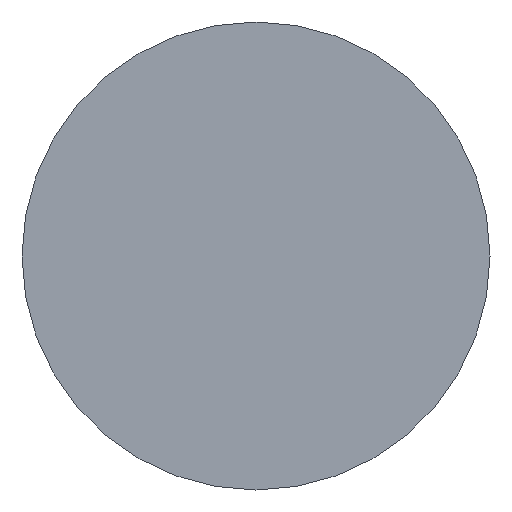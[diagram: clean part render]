
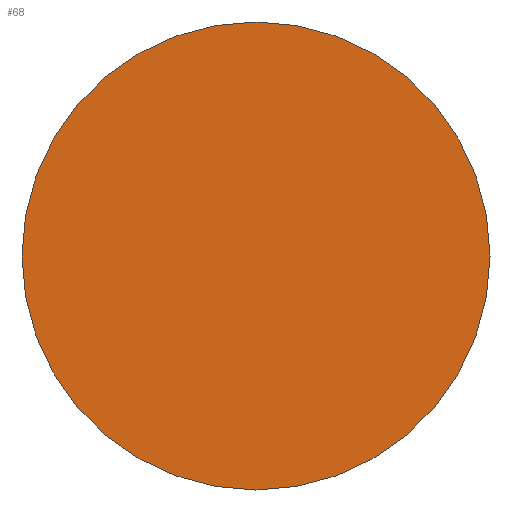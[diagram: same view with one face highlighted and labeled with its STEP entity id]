
A CAD part, left-side view. The second image highlights one B-rep face of the part: STEP entity #68.
In plain terms, the highlighted planar face has unit normal (-1, 0, 0).
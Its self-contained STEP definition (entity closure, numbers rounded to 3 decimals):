
#3 = CARTESIAN_POINT ( 'NONE',  ( 22.201, 13.031, -3.15 ) ) ;
#21 = CIRCLE ( 'NONE', #131, 3.15 ) ;
#22 = VERTEX_POINT ( 'NONE', #3 ) ;
#27 = PLANE ( 'NONE',  #107 ) ;
#32 = DIRECTION ( 'NONE',  ( -1., 0., 0. ) ) ;
#38 = AXIS2_PLACEMENT_3D ( 'NONE', #74, #59, #51 ) ;
#41 = FACE_OUTER_BOUND ( 'NONE', #90, .T. ) ;
#51 = DIRECTION ( 'NONE',  ( 0., 0., 1. ) ) ;
#59 = DIRECTION ( 'NONE',  ( -1., 0., 0. ) ) ;
#64 = ORIENTED_EDGE ( 'NONE', *, *, #100, .T. ) ;
#68 = ADVANCED_FACE ( 'NONE', ( #41 ), #27, .F. ) ;
#70 = CARTESIAN_POINT ( 'NONE',  ( 22.201, 13.031, 3.15 ) ) ;
#74 = CARTESIAN_POINT ( 'NONE',  ( 22.201, 13.031, 0. ) ) ;
#77 = VERTEX_POINT ( 'NONE', #70 ) ;
#85 = DIRECTION ( 'NONE',  ( 0., 0., 1. ) ) ;
#89 = CIRCLE ( 'NONE', #38, 3.15 ) ;
#90 = EDGE_LOOP ( 'NONE', ( #64, #161 ) ) ;
#97 = EDGE_CURVE ( 'NONE', #22, #77, #89, .T. ) ;
#100 = EDGE_CURVE ( 'NONE', #77, #22, #21, .T. ) ;
#107 = AXIS2_PLACEMENT_3D ( 'NONE', #111, #112, #174 ) ;
#111 = CARTESIAN_POINT ( 'NONE',  ( 22.201, 13.031, 0. ) ) ;
#112 = DIRECTION ( 'NONE',  ( 1., 0., 0. ) ) ;
#131 = AXIS2_PLACEMENT_3D ( 'NONE', #140, #32, #85 ) ;
#140 = CARTESIAN_POINT ( 'NONE',  ( 22.201, 13.031, 0. ) ) ;
#161 = ORIENTED_EDGE ( 'NONE', *, *, #97, .T. ) ;
#174 = DIRECTION ( 'NONE',  ( 0., 0., -1. ) ) ;
